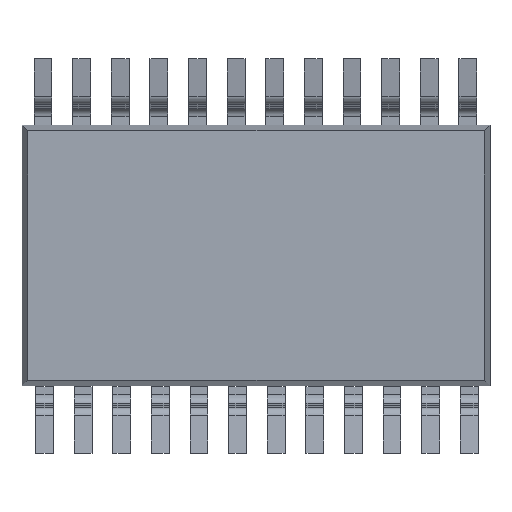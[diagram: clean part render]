
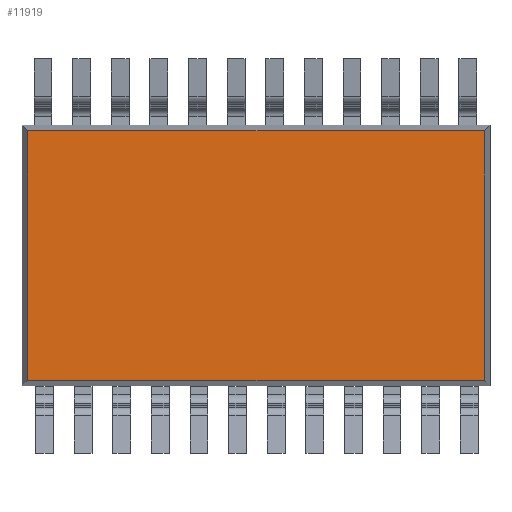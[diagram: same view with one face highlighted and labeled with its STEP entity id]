
A CAD part, front view. The second image highlights one B-rep face of the part: STEP entity #11919.
In plain terms, the highlighted planar face has unit normal (0, -1, 0).
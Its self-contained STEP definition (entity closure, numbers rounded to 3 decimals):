
#549=FACE_OUTER_BOUND('',#1238,.T.);
#1238=EDGE_LOOP('',(#7862,#7863,#7864,#7865));
#1923=LINE('',#17086,#3404);
#1935=LINE('',#17109,#3416);
#1939=LINE('',#17117,#3420);
#1943=LINE('',#17124,#3424);
#3404=VECTOR('',#13647,10.);
#3416=VECTOR('',#13663,10.);
#3420=VECTOR('',#13669,10.);
#3424=VECTOR('',#13677,10.);
#4885=VERTEX_POINT('',#17083);
#4886=VERTEX_POINT('',#17085);
#4895=VERTEX_POINT('',#17107);
#4898=VERTEX_POINT('',#17115);
#6063=EDGE_CURVE('',#4886,#4885,#1923,.T.);
#6075=EDGE_CURVE('',#4885,#4895,#1935,.T.);
#6079=EDGE_CURVE('',#4895,#4898,#1939,.T.);
#6083=EDGE_CURVE('',#4898,#4886,#1943,.T.);
#7862=ORIENTED_EDGE('',*,*,#6083,.T.);
#7863=ORIENTED_EDGE('',*,*,#6063,.T.);
#7864=ORIENTED_EDGE('',*,*,#6075,.T.);
#7865=ORIENTED_EDGE('',*,*,#6079,.T.);
#11374=PLANE('',#12670);
#11919=ADVANCED_FACE('',(#549),#11374,.T.);
#12670=AXIS2_PLACEMENT_3D('',#17125,#13678,#13679);
#13647=DIRECTION('',(0.,0.,-1.));
#13663=DIRECTION('',(1.,0.,0.));
#13669=DIRECTION('',(0.,0.,1.));
#13677=DIRECTION('',(-1.,0.,0.));
#13678=DIRECTION('center_axis',(0.,-1.,0.));
#13679=DIRECTION('ref_axis',(0.,0.,-1.));
#17083=CARTESIAN_POINT('',(-35.101,-0.675,-3.215));
#17085=CARTESIAN_POINT('',(-35.101,-0.675,0.985));
#17086=CARTESIAN_POINT('',(-35.101,-0.675,1.077));
#17107=CARTESIAN_POINT('',(-27.41,-0.675,-3.215));
#17109=CARTESIAN_POINT('',(-27.317,-0.675,-3.215));
#17115=CARTESIAN_POINT('',(-27.41,-0.675,0.985));
#17117=CARTESIAN_POINT('',(-27.41,-0.675,1.077));
#17124=CARTESIAN_POINT('',(-35.194,-0.675,0.985));
#17125=CARTESIAN_POINT('Origin',(-31.256,-0.675,-1.115));
